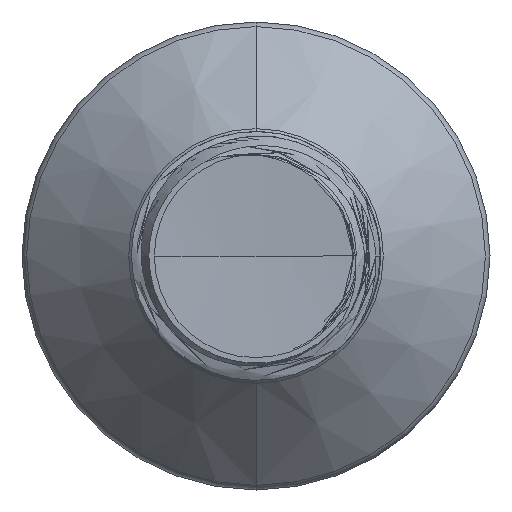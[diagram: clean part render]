
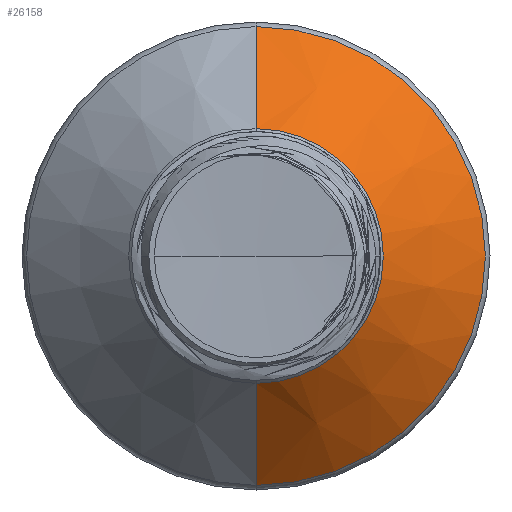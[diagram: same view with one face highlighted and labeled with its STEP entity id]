
A CAD part, front view. The second image highlights one B-rep face of the part: STEP entity #26158.
In plain terms, the highlighted conical face has half-angle 45 degrees and reference radius 1.278 mm.
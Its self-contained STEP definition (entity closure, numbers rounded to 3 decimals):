
#476 = CARTESIAN_POINT ( 'NONE',  ( 0., 9.314, 0. ) ) ;
#1488 = DIRECTION ( 'NONE',  ( 0., 0.707, -0.707 ) ) ;
#1857 = VERTEX_POINT ( 'NONE', #3676 ) ;
#1959 = CARTESIAN_POINT ( 'NONE',  ( 0., 10.339, 2.303 ) ) ;
#2281 = VERTEX_POINT ( 'NONE', #1959 ) ;
#2691 = CARTESIAN_POINT ( 'NONE',  ( 0., 9.314, -1.278 ) ) ;
#3052 = DIRECTION ( 'NONE',  ( 0., 0., 1. ) ) ;
#3102 = CARTESIAN_POINT ( 'NONE',  ( 0., 9.314, 0. ) ) ;
#3471 = DIRECTION ( 'NONE',  ( 0., 1., 0. ) ) ;
#3676 = CARTESIAN_POINT ( 'NONE',  ( 0., 10.339, -2.303 ) ) ;
#4388 = FACE_OUTER_BOUND ( 'NONE', #15611, .T. ) ;
#7275 = AXIS2_PLACEMENT_3D ( 'NONE', #3102, #25938, #32139 ) ;
#8375 = VECTOR ( 'NONE', #1488, 1000. ) ;
#8457 = ORIENTED_EDGE ( 'NONE', *, *, #16929, .T. ) ;
#9232 = ORIENTED_EDGE ( 'NONE', *, *, #21417, .T. ) ;
#12332 = CIRCLE ( 'NONE', #27240, 1.278 ) ;
#13492 = VECTOR ( 'NONE', #29623, 1000. ) ;
#13577 = ORIENTED_EDGE ( 'NONE', *, *, #18462, .F. ) ;
#15611 = EDGE_LOOP ( 'NONE', ( #8457, #9232, #22837, #13577 ) ) ;
#16929 = EDGE_CURVE ( 'NONE', #22293, #25043, #12332, .T. ) ;
#17069 = CIRCLE ( 'NONE', #23522, 2.303 ) ;
#18167 = DIRECTION ( 'NONE',  ( 0., 1., 0. ) ) ;
#18462 = EDGE_CURVE ( 'NONE', #22293, #2281, #19492, .T. ) ;
#18590 = CARTESIAN_POINT ( 'NONE',  ( 0., 10.339, 0. ) ) ;
#19100 = EDGE_CURVE ( 'NONE', #2281, #1857, #17069, .T. ) ;
#19492 = LINE ( 'NONE', #31969, #13492 ) ;
#19553 = CARTESIAN_POINT ( 'NONE',  ( 0., 9.314, -1.278 ) ) ;
#21135 = DIRECTION ( 'NONE',  ( 0., 0., 1. ) ) ;
#21417 = EDGE_CURVE ( 'NONE', #25043, #1857, #27534, .T. ) ;
#22293 = VERTEX_POINT ( 'NONE', #23252 ) ;
#22837 = ORIENTED_EDGE ( 'NONE', *, *, #19100, .F. ) ;
#22952 = CONICAL_SURFACE ( 'NONE', #7275, 1.278, 0.785 ) ;
#23252 = CARTESIAN_POINT ( 'NONE',  ( 0., 9.314, 1.278 ) ) ;
#23522 = AXIS2_PLACEMENT_3D ( 'NONE', #18590, #3471, #21135 ) ;
#25043 = VERTEX_POINT ( 'NONE', #2691 ) ;
#25938 = DIRECTION ( 'NONE',  ( 0., 1., 0. ) ) ;
#26158 = ADVANCED_FACE ( 'NONE', ( #4388 ), #22952, .T. ) ;
#27240 = AXIS2_PLACEMENT_3D ( 'NONE', #476, #18167, #3052 ) ;
#27534 = LINE ( 'NONE', #19553, #8375 ) ;
#29623 = DIRECTION ( 'NONE',  ( 0., 0.707, 0.707 ) ) ;
#31969 = CARTESIAN_POINT ( 'NONE',  ( 0., 9.314, 1.278 ) ) ;
#32139 = DIRECTION ( 'NONE',  ( 0., 0., 1. ) ) ;
